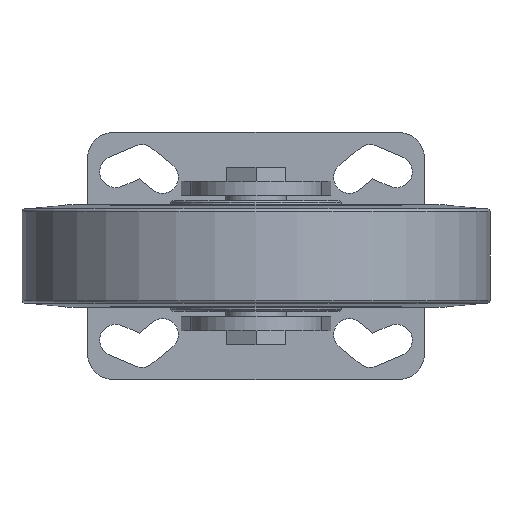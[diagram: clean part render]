
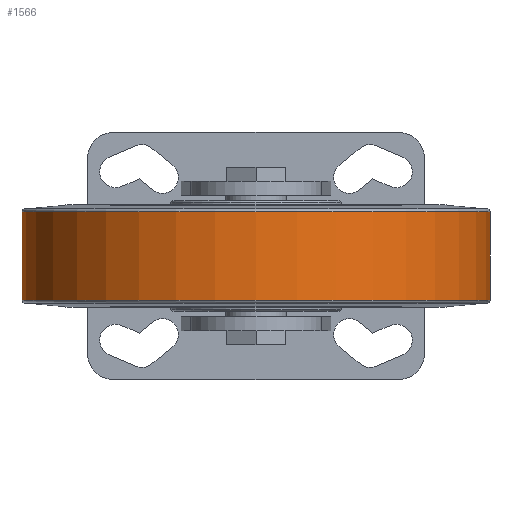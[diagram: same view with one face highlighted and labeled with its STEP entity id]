
A CAD part, front view. The second image highlights one B-rep face of the part: STEP entity #1566.
In plain terms, the highlighted cylindrical face has radius 62.5 mm (diameter 125 mm), a full revolution.
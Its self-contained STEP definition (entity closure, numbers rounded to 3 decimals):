
#56=CYLINDRICAL_SURFACE('',#1724,62.5);
#110=CIRCLE('',#1723,62.5);
#111=CIRCLE('',#1725,62.5);
#418=ORIENTED_EDGE('',*,*,#693,.T.);
#419=ORIENTED_EDGE('',*,*,#692,.F.);
#692=EDGE_CURVE('',#858,#858,#110,.T.);
#693=EDGE_CURVE('',#859,#859,#111,.T.);
#858=VERTEX_POINT('',#2555);
#859=VERTEX_POINT('',#2558);
#1272=EDGE_LOOP('',(#418));
#1273=EDGE_LOOP('',(#419));
#1406=FACE_BOUND('',#1272,.T.);
#1407=FACE_BOUND('',#1273,.T.);
#1566=ADVANCED_FACE('',(#1406,#1407),#56,.T.);
#1723=AXIS2_PLACEMENT_3D('',#2554,#2096,#2097);
#1724=AXIS2_PLACEMENT_3D('',#2556,#2098,#2099);
#1725=AXIS2_PLACEMENT_3D('',#2557,#2100,#2101);
#2096=DIRECTION('',(0.,0.,-1.));
#2097=DIRECTION('',(-1.,0.,0.));
#2098=DIRECTION('',(0.,0.,-1.));
#2099=DIRECTION('',(-1.,0.,0.));
#2100=DIRECTION('',(0.,0.,-1.));
#2101=DIRECTION('',(-1.,0.,0.));
#2554=CARTESIAN_POINT('',(0.,0.,-11.813));
#2555=CARTESIAN_POINT('',(-62.5,0.,-11.813));
#2556=CARTESIAN_POINT('',(0.,0.,-14.75));
#2557=CARTESIAN_POINT('',(0.,0.,11.813));
#2558=CARTESIAN_POINT('',(-62.5,0.,11.813));
